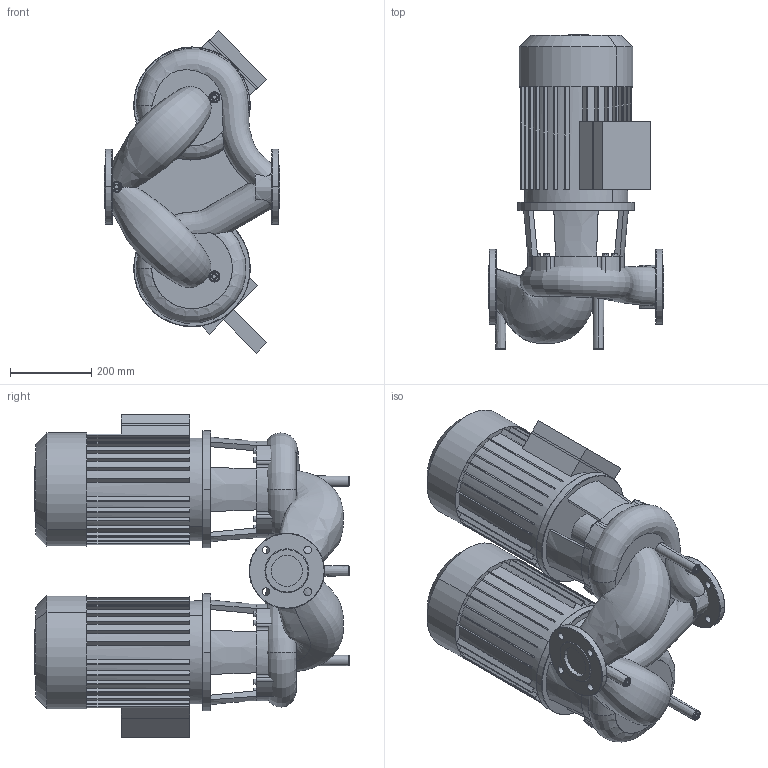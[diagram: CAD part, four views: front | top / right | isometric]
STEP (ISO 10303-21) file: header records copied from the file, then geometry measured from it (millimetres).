
FILE_DESCRIPTION((''),'2;1');
FILE_NAME('3d_DL65_160-5_5_2-2121041.stp','2016-05-24T12:35:06',(''),(''),'Mechanical Desktop 2009','Mechanical Desktop 2009',', , ');
FILE_SCHEMA(('CONFIG_CONTROL_DESIGN'));
Length unit declared in the file: millimetre
Products named in the file (1): Product
Bounding box: 430 x 772 x 791.17 mm (x, y, z)
Volume: 76292661.5 mm3; surface area: 2999742.9 mm2
Topology: 17 solids, 17 shells, 673 faces, 1830 edges, 1213 vertices
Faces by surface type: bspline 285, plane 218, cylinder 152, cone 14, torus 4
Entity records: 43210 total; most frequent: CARTESIAN_POINT 26740, ORIENTED_EDGE 3656, DIRECTION 3021, EDGE_CURVE 1828, VERTEX_POINT 1212, VECTOR 1025, LINE 1025, AXIS2_PLACEMENT_3D 998
